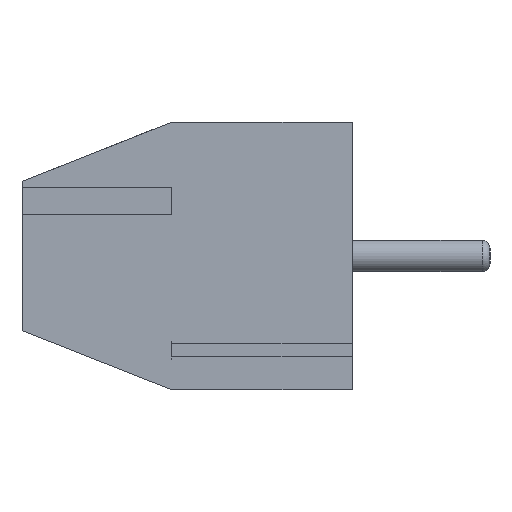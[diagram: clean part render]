
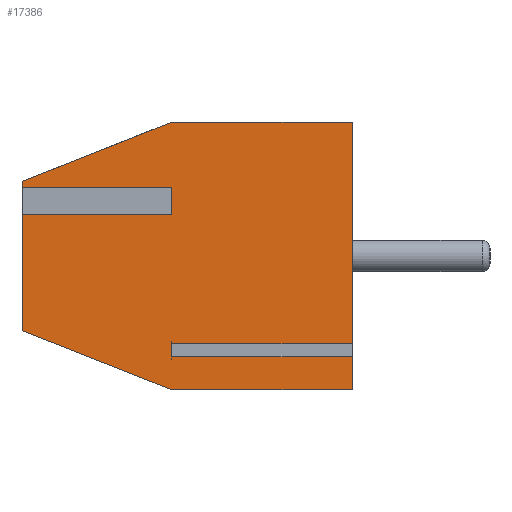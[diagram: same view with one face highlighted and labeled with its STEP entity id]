
A CAD part, left-side view. The second image highlights one B-rep face of the part: STEP entity #17386.
In plain terms, the highlighted planar face has unit normal (-1, 0, 0).
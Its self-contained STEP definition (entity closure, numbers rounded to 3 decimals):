
#34 = ORIENTED_EDGE ( 'NONE', *, *, #2686, .F. ) ;
#662 = VERTEX_POINT ( 'NONE', #25614 ) ;
#702 = DIRECTION ( 'NONE',  ( 0., -1., 0. ) ) ;
#1480 = CARTESIAN_POINT ( 'NONE',  ( 0., 0., 6.8 ) ) ;
#1640 = VERTEX_POINT ( 'NONE', #46560 ) ;
#2107 = CARTESIAN_POINT ( 'NONE',  ( 0., 4.6, 0. ) ) ;
#2346 = LINE ( 'NONE', #13397, #42144 ) ;
#2565 = DIRECTION ( 'NONE',  ( 0., -0.93, 0.367 ) ) ;
#2686 = EDGE_CURVE ( 'NONE', #15244, #23579, #36139, .T. ) ;
#2826 = EDGE_CURVE ( 'NONE', #42915, #18106, #41894, .T. ) ;
#3293 = EDGE_CURVE ( 'NONE', #24899, #10659, #28141, .T. ) ;
#3467 = PLANE ( 'NONE',  #41458 ) ;
#3751 = DIRECTION ( 'NONE',  ( 0., 0., 1. ) ) ;
#3847 = LINE ( 'NONE', #28989, #46201 ) ;
#4337 = DIRECTION ( 'NONE',  ( 0., -1., 0. ) ) ;
#4906 = CARTESIAN_POINT ( 'NONE',  ( 0., 4.6, 4.968 ) ) ;
#6114 = ORIENTED_EDGE ( 'NONE', *, *, #26900, .T. ) ;
#6637 = ORIENTED_EDGE ( 'NONE', *, *, #40183, .T. ) ;
#7587 = CARTESIAN_POINT ( 'NONE',  ( 0., 4.6, 1.168 ) ) ;
#7948 = DIRECTION ( 'NONE',  ( 0., -1., 0. ) ) ;
#8003 = ORIENTED_EDGE ( 'NONE', *, *, #42674, .T. ) ;
#8534 = CARTESIAN_POINT ( 'NONE',  ( 0., 0., 1.168 ) ) ;
#9638 = DIRECTION ( 'NONE',  ( 0., 0., -1. ) ) ;
#10070 = EDGE_CURVE ( 'NONE', #1640, #40813, #22129, .T. ) ;
#10610 = CARTESIAN_POINT ( 'NONE',  ( 0., 8.4, 4.632 ) ) ;
#10659 = VERTEX_POINT ( 'NONE', #43138 ) ;
#10759 = CARTESIAN_POINT ( 'NONE',  ( 0., 8.4, 6.8 ) ) ;
#10981 = FACE_OUTER_BOUND ( 'NONE', #34946, .T. ) ;
#11226 = VECTOR ( 'NONE', #39325, 1000. ) ;
#11240 = VECTOR ( 'NONE', #42484, 1000. ) ;
#11367 = LINE ( 'NONE', #25259, #42995 ) ;
#11393 = VECTOR ( 'NONE', #2565, 1000. ) ;
#11705 = LINE ( 'NONE', #15270, #13248 ) ;
#12246 = LINE ( 'NONE', #30119, #38216 ) ;
#13248 = VECTOR ( 'NONE', #3751, 1000. ) ;
#13397 = CARTESIAN_POINT ( 'NONE',  ( 0., 4.6, 4.968 ) ) ;
#14795 = LINE ( 'NONE', #18535, #37091 ) ;
#15244 = VERTEX_POINT ( 'NONE', #30642 ) ;
#15270 = CARTESIAN_POINT ( 'NONE',  ( 0., 0., 6.8 ) ) ;
#15297 = LINE ( 'NONE', #10610, #11226 ) ;
#15553 = CARTESIAN_POINT ( 'NONE',  ( 0., 8.4, 4.968 ) ) ;
#15621 = EDGE_CURVE ( 'NONE', #28261, #42915, #27455, .T. ) ;
#17111 = VERTEX_POINT ( 'NONE', #4906 ) ;
#17190 = VECTOR ( 'NONE', #27315, 1000. ) ;
#17386 = ADVANCED_FACE ( 'NONE', ( #10981 ), #3467, .F. ) ;
#17528 = ORIENTED_EDGE ( 'NONE', *, *, #15621, .F. ) ;
#17652 = VERTEX_POINT ( 'NONE', #8534 ) ;
#17985 = CARTESIAN_POINT ( 'NONE',  ( 0., 8.4, 0. ) ) ;
#17999 = CARTESIAN_POINT ( 'NONE',  ( 0., 8.4, 6.8 ) ) ;
#18106 = VERTEX_POINT ( 'NONE', #21258 ) ;
#18232 = DIRECTION ( 'NONE',  ( 0., -1., 0. ) ) ;
#18535 = CARTESIAN_POINT ( 'NONE',  ( 0., 4.6, 1.168 ) ) ;
#18820 = ORIENTED_EDGE ( 'NONE', *, *, #29819, .T. ) ;
#19932 = CARTESIAN_POINT ( 'NONE',  ( 0., 0., 0.832 ) ) ;
#20214 = CARTESIAN_POINT ( 'NONE',  ( 0., 8.4, 1.5 ) ) ;
#20418 = EDGE_CURVE ( 'NONE', #17652, #40813, #3847, .T. ) ;
#20448 = VECTOR ( 'NONE', #4337, 1000. ) ;
#20897 = CARTESIAN_POINT ( 'NONE',  ( 0., 0., 0. ) ) ;
#21258 = CARTESIAN_POINT ( 'NONE',  ( 0., 8.4, 4.632 ) ) ;
#21988 = LINE ( 'NONE', #17985, #20448 ) ;
#22129 = LINE ( 'NONE', #36501, #45245 ) ;
#22371 = ORIENTED_EDGE ( 'NONE', *, *, #41821, .T. ) ;
#23579 = VERTEX_POINT ( 'NONE', #19932 ) ;
#23905 = CARTESIAN_POINT ( 'NONE',  ( 0., 8.4, 1.5 ) ) ;
#24899 = VERTEX_POINT ( 'NONE', #15553 ) ;
#25115 = DIRECTION ( 'NONE',  ( 1., 0., 0. ) ) ;
#25259 = CARTESIAN_POINT ( 'NONE',  ( 0., 4.6, 0.832 ) ) ;
#25446 = ORIENTED_EDGE ( 'NONE', *, *, #2826, .F. ) ;
#25456 = VECTOR ( 'NONE', #18232, 1000. ) ;
#25614 = CARTESIAN_POINT ( 'NONE',  ( 0., 4.6, 4.632 ) ) ;
#25885 = LINE ( 'NONE', #40244, #11393 ) ;
#26615 = DIRECTION ( 'NONE',  ( 0., -1., 0. ) ) ;
#26900 = EDGE_CURVE ( 'NONE', #15244, #36169, #11367, .T. ) ;
#27315 = DIRECTION ( 'NONE',  ( 0., 0., 1. ) ) ;
#27455 = LINE ( 'NONE', #23905, #29248 ) ;
#27506 = ORIENTED_EDGE ( 'NONE', *, *, #3293, .F. ) ;
#28141 = LINE ( 'NONE', #17999, #11240 ) ;
#28261 = VERTEX_POINT ( 'NONE', #2107 ) ;
#28989 = CARTESIAN_POINT ( 'NONE',  ( 0., 0., 6.8 ) ) ;
#29248 = VECTOR ( 'NONE', #41803, 1000. ) ;
#29819 = EDGE_CURVE ( 'NONE', #32363, #23579, #11705, .T. ) ;
#30119 = CARTESIAN_POINT ( 'NONE',  ( 0., 8.4, 4.968 ) ) ;
#30642 = CARTESIAN_POINT ( 'NONE',  ( 0., 4.6, 0.832 ) ) ;
#32363 = VERTEX_POINT ( 'NONE', #20897 ) ;
#33111 = EDGE_CURVE ( 'NONE', #18106, #662, #15297, .T. ) ;
#33204 = ORIENTED_EDGE ( 'NONE', *, *, #10070, .F. ) ;
#33946 = CARTESIAN_POINT ( 'NONE',  ( 0., 4.6, 0.832 ) ) ;
#34247 = ORIENTED_EDGE ( 'NONE', *, *, #33111, .F. ) ;
#34845 = EDGE_CURVE ( 'NONE', #10659, #1640, #25885, .T. ) ;
#34946 = EDGE_LOOP ( 'NONE', ( #40355, #39069, #33204, #36240, #27506, #6637, #22371, #34247, #25446, #17528, #8003, #18820, #34, #6114 ) ) ;
#35962 = DIRECTION ( 'NONE',  ( 0., 0., -1. ) ) ;
#36139 = LINE ( 'NONE', #33946, #25456 ) ;
#36169 = VERTEX_POINT ( 'NONE', #7587 ) ;
#36240 = ORIENTED_EDGE ( 'NONE', *, *, #34845, .F. ) ;
#36501 = CARTESIAN_POINT ( 'NONE',  ( 0., 8.4, 6.8 ) ) ;
#37091 = VECTOR ( 'NONE', #7948, 1000. ) ;
#37236 = EDGE_CURVE ( 'NONE', #36169, #17652, #14795, .T. ) ;
#38216 = VECTOR ( 'NONE', #26615, 1000. ) ;
#39069 = ORIENTED_EDGE ( 'NONE', *, *, #20418, .T. ) ;
#39325 = DIRECTION ( 'NONE',  ( 0., -1., 0. ) ) ;
#40183 = EDGE_CURVE ( 'NONE', #24899, #17111, #12246, .T. ) ;
#40244 = CARTESIAN_POINT ( 'NONE',  ( 0., 8.4, 5.3 ) ) ;
#40355 = ORIENTED_EDGE ( 'NONE', *, *, #37236, .T. ) ;
#40813 = VERTEX_POINT ( 'NONE', #1480 ) ;
#41458 = AXIS2_PLACEMENT_3D ( 'NONE', #10759, #25115, #35962 ) ;
#41803 = DIRECTION ( 'NONE',  ( 0., 0.93, 0.367 ) ) ;
#41821 = EDGE_CURVE ( 'NONE', #17111, #662, #2346, .T. ) ;
#41894 = LINE ( 'NONE', #45179, #17190 ) ;
#42144 = VECTOR ( 'NONE', #9638, 1000. ) ;
#42484 = DIRECTION ( 'NONE',  ( 0., 0., 1. ) ) ;
#42674 = EDGE_CURVE ( 'NONE', #28261, #32363, #21988, .T. ) ;
#42915 = VERTEX_POINT ( 'NONE', #20214 ) ;
#42995 = VECTOR ( 'NONE', #43849, 1000. ) ;
#43138 = CARTESIAN_POINT ( 'NONE',  ( 0., 8.4, 5.3 ) ) ;
#43353 = DIRECTION ( 'NONE',  ( 0., 0., 1. ) ) ;
#43849 = DIRECTION ( 'NONE',  ( 0., 0., 1. ) ) ;
#45179 = CARTESIAN_POINT ( 'NONE',  ( 0., 8.4, 6.8 ) ) ;
#45245 = VECTOR ( 'NONE', #702, 1000. ) ;
#46201 = VECTOR ( 'NONE', #43353, 1000. ) ;
#46560 = CARTESIAN_POINT ( 'NONE',  ( 0., 4.6, 6.8 ) ) ;
